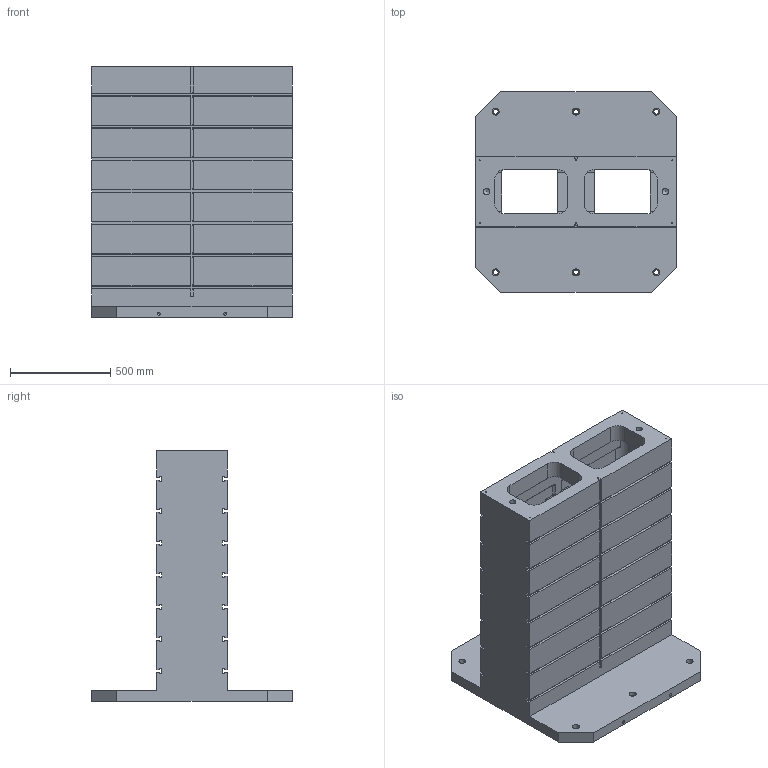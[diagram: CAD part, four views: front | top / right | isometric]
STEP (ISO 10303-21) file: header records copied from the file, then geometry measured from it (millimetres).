
FILE_DESCRIPTION( ( 'Unknown' ), '1' );
FILE_NAME( 'BP12-10001000-1250-14.stp', 'Unknown', ( 'S.C.H' ), ( 'Unknown' ), 'XStep 1.0', 'Unknown', ' ' );
FILE_SCHEMA( ( 'CONFIG_CONTROL_DESIGN' ) );
Length unit declared in the file: millimetre
Products named in the file (1): 1
Bounding box: 1000 x 1000 x 1250 mm (x, y, z)
Volume: 181619549.5 mm3; surface area: 9362271.1 mm2
Topology: 1 solids, 1 shells, 640 faces, 1768 edges, 1102 vertices
Faces by surface type: plane 328, cylinder 161, torus 108, sphere 28, cone 11, bspline 4
Full cylindrical faces by diameter (mm): 5 x6, 14 x3, 24 x6, 31.67 x2, 35 x6
Entity records: 22708 total; most frequent: CARTESIAN_POINT 6692, ORIENTED_EDGE 3356, DIRECTION 3270, EDGE_CURVE 1678, LINE 1144, VECTOR 1144, VERTEX_POINT 1085, AXIS2_PLACEMENT_3D 1063
